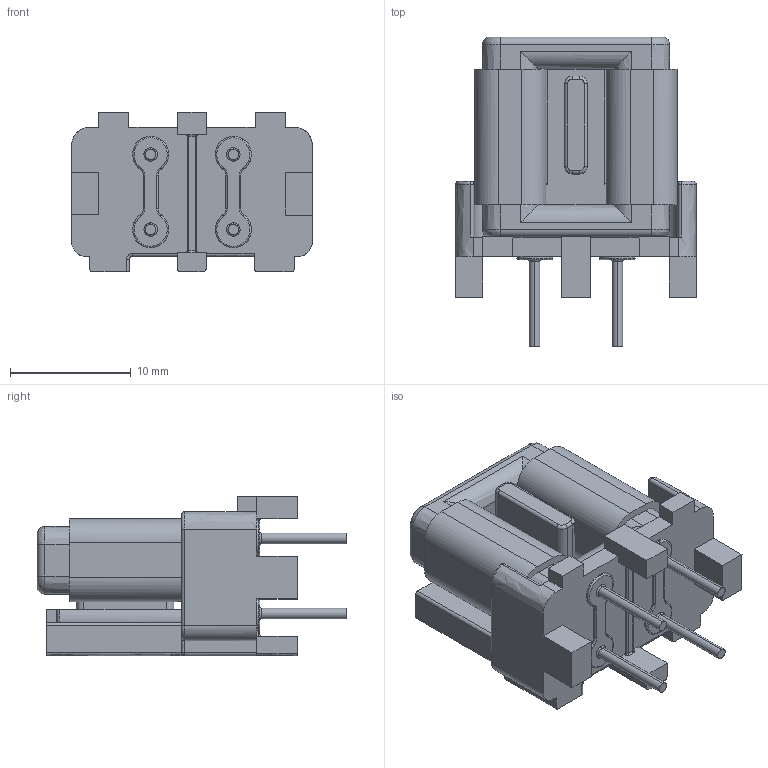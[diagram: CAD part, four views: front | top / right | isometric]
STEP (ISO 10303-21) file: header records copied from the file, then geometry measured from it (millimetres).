
FILE_DESCRIPTION(('FreeCAD Model'),'2;1');
FILE_NAME('Open CASCADE Shape Model','2025-04-29T10:10:15',('FreeCAD'),( 'FreeCAD'),'Open CASCADE STEP processor 7.6','FreeCAD','Unknown');
FILE_SCHEMA(('AUTOMOTIVE_DESIGN { 1 0 10303 214 1 1 1 1 }'));
Length unit declared in the file: millimetre
Products named in the file (1): Open CASCADE STEP translator 7.6 1
Bounding box: 19.9 x 25.63 x 13.18 mm (x, y, z)
Volume: 2657.7 mm3; surface area: 3111.1 mm2
Topology: 2 solids, 2 shells, 615 faces, 1683 edges, 1075 vertices
Faces by surface type: bspline 615
Entity records: 22710 total; most frequent: CARTESIAN_POINT 12869, ORIENTED_EDGE 3356, EDGE_CURVE 1678, B_SPLINE_CURVE_WITH_KNOTS 1375, VERTEX_POINT 1075, FACE_BOUND 641, EDGE_LOOP 641, ADVANCED_FACE 615
